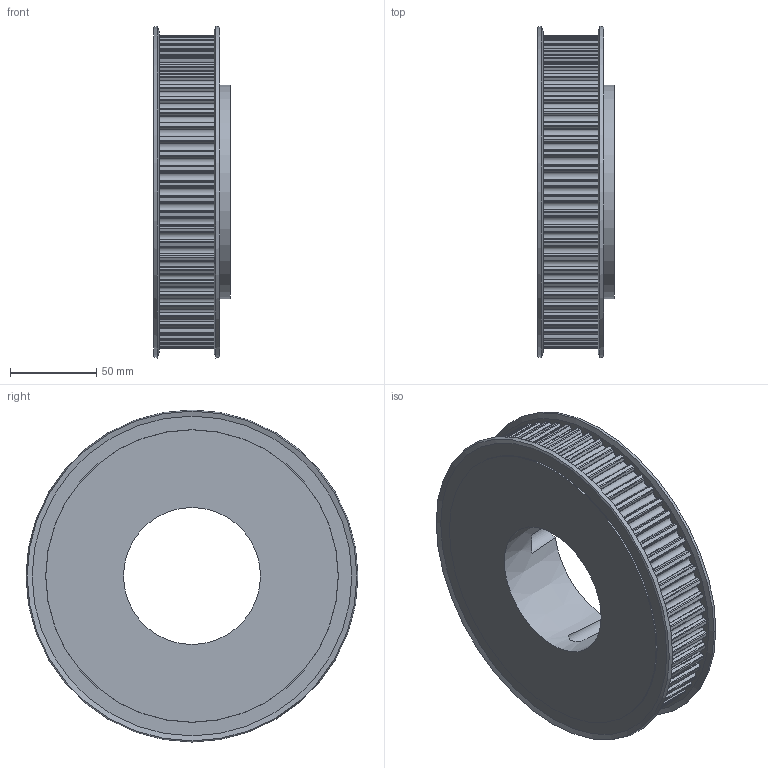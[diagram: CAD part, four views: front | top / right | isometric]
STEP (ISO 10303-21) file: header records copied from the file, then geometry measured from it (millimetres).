
FILE_DESCRIPTION(/* description */ ('STEP AP214'),/* implementation_level */ '2;1');
FILE_NAME(/* name */ 'Pulley_Driven v1.step',/* time_stamp */ '2024-11-15T08:44:34+11:00',/* author */ (''),/* organization */ (''),/* preprocessor_version */ 'ST-DEVELOPER v20',/* originating_system */ 'Autodesk Translation Framework v13.20.0.188',/* authorisation */ '');
FILE_SCHEMA (('AUTOMOTIVE_DESIGN { 1 0 10303 214 3 1 1 }'));
Length unit declared in the file: millimetre
Products named in the file (1): Pulley_Driven v1 udjefgni
Bounding box: 44.51 x 192.41 x 192.41 mm (x, y, z)
Volume: 805117.9 mm3; surface area: 113219.1 mm2
Topology: 3 solids, 3 shells, 539 faces, 1596 edges, 1064 vertices
Faces by surface type: cylinder 520, plane 10, cone 9
Full cylindrical faces by diameter (mm): 123.952 x1, 169.456 x2, 169.545 x2
Entity records: 18787 total; most frequent: DIRECTION 3726, CARTESIAN_POINT 3278, ORIENTED_EDGE 3188, AXIS2_PLACEMENT_3D 1600, EDGE_CURVE 1594, VERTEX_POINT 1064, CIRCLE 1060, EDGE_LOOP 548
